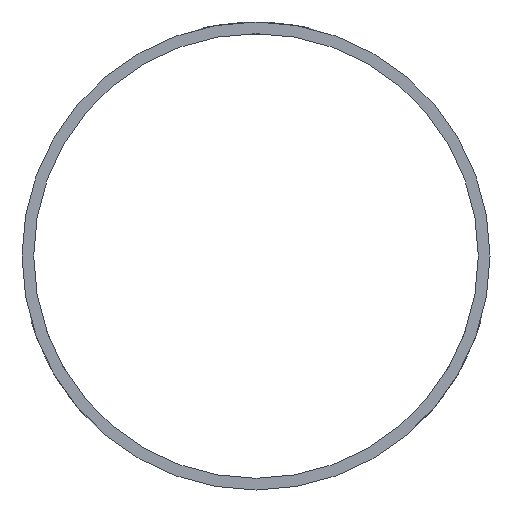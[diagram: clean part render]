
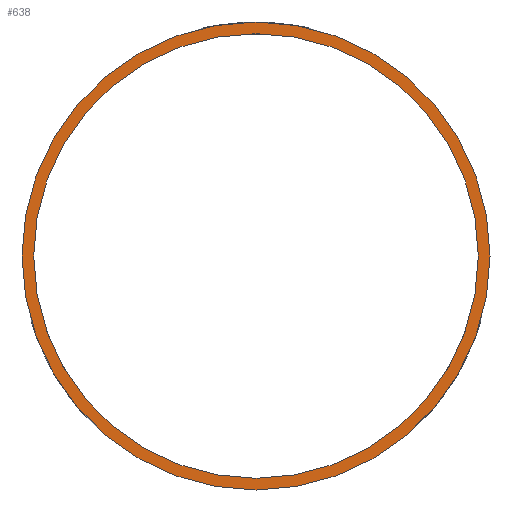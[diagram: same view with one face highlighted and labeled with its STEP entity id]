
A CAD part, front view. The second image highlights one B-rep face of the part: STEP entity #638.
In plain terms, the highlighted planar face has unit normal (0, -1, 0).
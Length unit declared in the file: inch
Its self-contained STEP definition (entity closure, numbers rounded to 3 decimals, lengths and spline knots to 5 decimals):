
#34=FACE_BOUND('',#132,.T.);
#48=PLANE('',#716);
#84=FACE_OUTER_BOUND('',#131,.T.);
#131=EDGE_LOOP('',(#602,#603));
#132=EDGE_LOOP('',(#604));
#158=CIRCLE('',#709,2.375);
#161=CIRCLE('',#713,2.5);
#162=CIRCLE('',#714,2.5);
#324=VERTEX_POINT('',#1459);
#327=VERTEX_POINT('',#1467);
#328=VERTEX_POINT('',#1469);
#415=EDGE_CURVE('',#324,#324,#158,.T.);
#419=EDGE_CURVE('',#327,#328,#161,.T.);
#420=EDGE_CURVE('',#328,#327,#162,.T.);
#602=ORIENTED_EDGE('',*,*,#420,.F.);
#603=ORIENTED_EDGE('',*,*,#419,.F.);
#604=ORIENTED_EDGE('',*,*,#415,.F.);
#638=ADVANCED_FACE('',(#84,#34),#48,.F.);
#709=AXIS2_PLACEMENT_3D('',#1461,#856,#857);
#713=AXIS2_PLACEMENT_3D('',#1470,#865,#866);
#714=AXIS2_PLACEMENT_3D('',#1471,#867,#868);
#716=AXIS2_PLACEMENT_3D('',#1473,#871,#872);
#856=DIRECTION('center_axis',(0.,-1.,0.));
#857=DIRECTION('ref_axis',(1.,0.,0.));
#865=DIRECTION('center_axis',(0.,1.,0.));
#866=DIRECTION('ref_axis',(-1.,0.,0.));
#867=DIRECTION('center_axis',(0.,1.,0.));
#868=DIRECTION('ref_axis',(-1.,0.,0.));
#871=DIRECTION('center_axis',(0.,1.,0.));
#872=DIRECTION('ref_axis',(0.,0.,1.));
#1459=CARTESIAN_POINT('',(-3.52301,0.,1.3006));
#1461=CARTESIAN_POINT('Origin',(-1.14801,0.,1.3006));
#1467=CARTESIAN_POINT('',(1.35199,0.,1.3006));
#1469=CARTESIAN_POINT('',(-3.64801,0.,1.3006));
#1470=CARTESIAN_POINT('Origin',(-1.14801,0.,1.3006));
#1471=CARTESIAN_POINT('Origin',(-1.14801,0.,1.3006));
#1473=CARTESIAN_POINT('Origin',(-1.14801,0.,1.3006));
